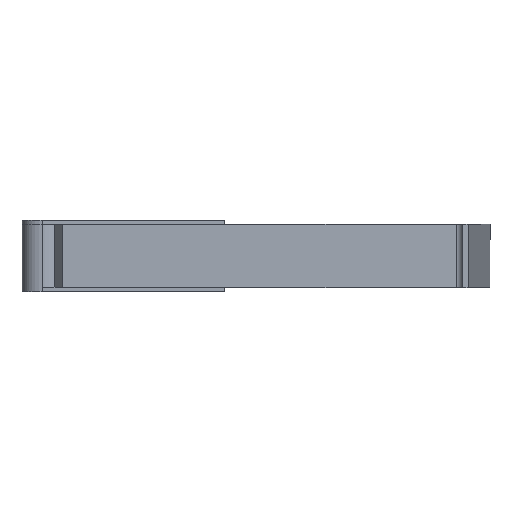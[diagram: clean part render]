
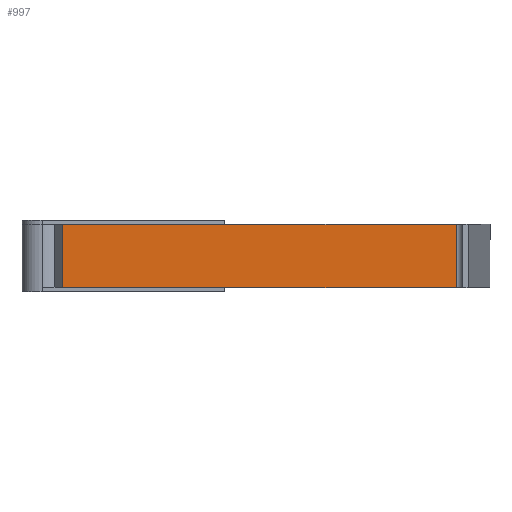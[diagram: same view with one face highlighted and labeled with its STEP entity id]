
A CAD part, left-side view. The second image highlights one B-rep face of the part: STEP entity #997.
In plain terms, the highlighted planar face has unit normal (-1, 0, 0).
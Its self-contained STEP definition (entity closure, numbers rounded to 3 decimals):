
#7 = AXIS2_PLACEMENT_3D ( 'NONE', #1597, #852, #1613 ) ;
#28 = VECTOR ( 'NONE', #185, 1000. ) ;
#89 = CARTESIAN_POINT ( 'NONE',  ( -61., 950., -70. ) ) ;
#91 = CARTESIAN_POINT ( 'NONE',  ( -61., 75., 70. ) ) ;
#92 = EDGE_CURVE ( 'NONE', #971, #1050, #1022, .T. ) ;
#137 = ORIENTED_EDGE ( 'NONE', *, *, #581, .T. ) ;
#175 = DIRECTION ( 'NONE',  ( 0., 0., -1. ) ) ;
#185 = DIRECTION ( 'NONE',  ( 0., -1., 0. ) ) ;
#264 = VERTEX_POINT ( 'NONE', #343 ) ;
#335 = ORIENTED_EDGE ( 'NONE', *, *, #1567, .T. ) ;
#342 = EDGE_CURVE ( 'NONE', #1050, #1428, #418, .T. ) ;
#343 = CARTESIAN_POINT ( 'NONE',  ( -61., 950., -70. ) ) ;
#418 = LINE ( 'NONE', #1590, #1401 ) ;
#435 = CARTESIAN_POINT ( 'NONE',  ( -61., 950., 70. ) ) ;
#581 = EDGE_CURVE ( 'NONE', #264, #1428, #615, .T. ) ;
#594 = PLANE ( 'NONE',  #7 ) ;
#615 = LINE ( 'NONE', #89, #1220 ) ;
#654 = DIRECTION ( 'NONE',  ( 0., 0., -1. ) ) ;
#665 = CARTESIAN_POINT ( 'NONE',  ( -61., 950., 70. ) ) ;
#759 = FACE_OUTER_BOUND ( 'NONE', #1077, .T. ) ;
#852 = DIRECTION ( 'NONE',  ( 1., 0., 0. ) ) ;
#959 = ORIENTED_EDGE ( 'NONE', *, *, #92, .F. ) ;
#971 = VERTEX_POINT ( 'NONE', #1321 ) ;
#980 = LINE ( 'NONE', #665, #1425 ) ;
#997 = ADVANCED_FACE ( 'NONE', ( #759 ), #594, .F. ) ;
#1022 = LINE ( 'NONE', #435, #28 ) ;
#1050 = VERTEX_POINT ( 'NONE', #91 ) ;
#1077 = EDGE_LOOP ( 'NONE', ( #137, #1191, #959, #335 ) ) ;
#1191 = ORIENTED_EDGE ( 'NONE', *, *, #342, .F. ) ;
#1220 = VECTOR ( 'NONE', #1463, 1000. ) ;
#1295 = CARTESIAN_POINT ( 'NONE',  ( -61., 75., -70. ) ) ;
#1321 = CARTESIAN_POINT ( 'NONE',  ( -61., 950., 70. ) ) ;
#1401 = VECTOR ( 'NONE', #654, 1000. ) ;
#1425 = VECTOR ( 'NONE', #175, 1000. ) ;
#1428 = VERTEX_POINT ( 'NONE', #1295 ) ;
#1463 = DIRECTION ( 'NONE',  ( 0., -1., 0. ) ) ;
#1567 = EDGE_CURVE ( 'NONE', #971, #264, #980, .T. ) ;
#1590 = CARTESIAN_POINT ( 'NONE',  ( -61., 75., 70. ) ) ;
#1597 = CARTESIAN_POINT ( 'NONE',  ( -61., 950., 70. ) ) ;
#1613 = DIRECTION ( 'NONE',  ( 0., 1., 0. ) ) ;
